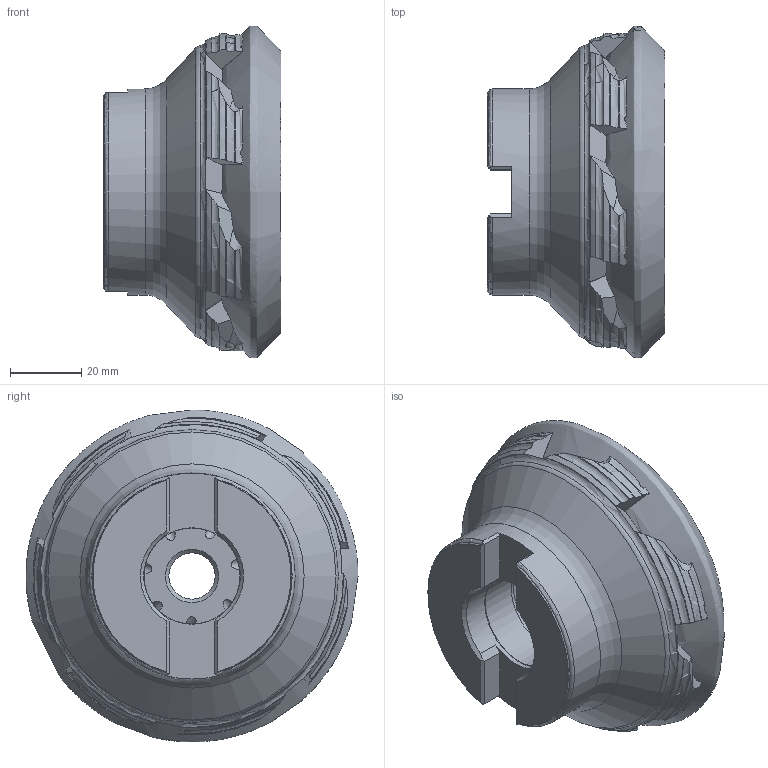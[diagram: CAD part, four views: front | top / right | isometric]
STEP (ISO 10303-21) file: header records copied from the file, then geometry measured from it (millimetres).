
FILE_DESCRIPTION (( 'STEP AP214' ), '1' );
FILE_NAME ('45PP-080-113-7.STEP', '2013-11-06T07:37:46', ( '' ), ( '' ), 'SwSTEP 2.0', 'SolidWorks 2013', '' );
FILE_SCHEMA (( 'AUTOMOTIVE_DESIGN' ));
Length unit declared in the file: millimetre
Products named in the file (1): 45PP-080-113-7
Bounding box: 50.07 x 93.45 x 93.45 mm (x, y, z)
Volume: 171935.8 mm3; surface area: 27706.9 mm2
Topology: 1 solids, 1 shells, 230 faces, 658 edges, 431 vertices
Faces by surface type: plane 93, torus 56, cylinder 34, cone 25, bspline 22
Full cylindrical faces by diameter (mm): 3 x7, 13 x1, 18.5 x1, 27 x1, 27.15 x1, 27.3 x1, 58 x1
Entity records: 10183 total; most frequent: CARTESIAN_POINT 4983, ORIENTED_EDGE 1238, DIRECTION 801, EDGE_CURVE 619, VERTEX_POINT 416, AXIS2_PLACEMENT_3D 340, B_SPLINE_CURVE_WITH_KNOTS 321, EDGE_LOOP 257
